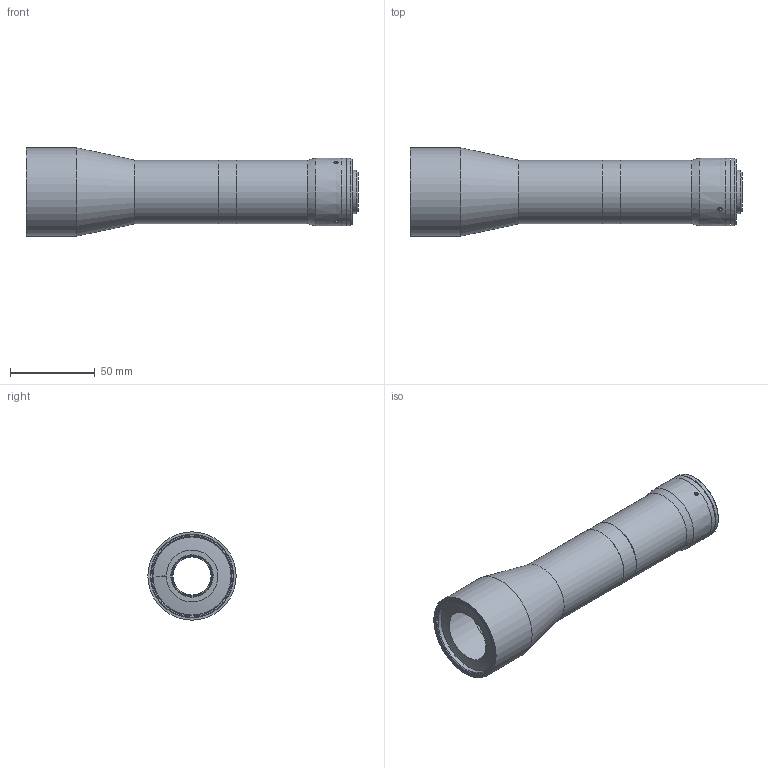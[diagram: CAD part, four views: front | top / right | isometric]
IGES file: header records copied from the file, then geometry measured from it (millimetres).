
Start section: SolidWorks IGES file using analytic representation for surfaces
Global section: file name: DP31756-A_TCLWD050-180-3M.igs; native system: SolidWorks 2021; preprocessor: SolidWorks 2021; author: bertolucci; date: 220215.121723; units: millimetre
Bounding box: 195.68 x 52 x 52 mm (x, y, z)
Surface area: 35350.6 mm2 (no closed solid volume)
Topology: 0 solids, 1 shells, 61 faces, 416 edges, 380 vertices
Faces by surface type: bspline 38, revolution 23
